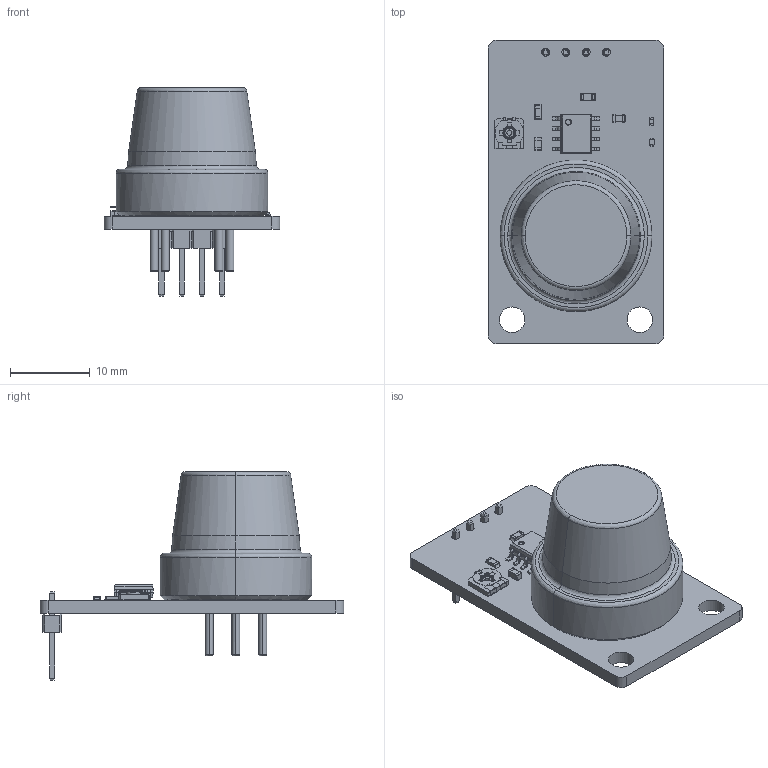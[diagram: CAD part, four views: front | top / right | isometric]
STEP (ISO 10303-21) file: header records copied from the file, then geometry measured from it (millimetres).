
FILE_DESCRIPTION(('KiCad electronic assembly'),'2;1');
FILE_NAME('Butane_LPG_Smoke_sensor_MQ2_breakout_3D.step', '2021-10-28T15:21:39',('Pcbnew'),('Kicad'), 'Open CASCADE STEP processor 7.5','KiCad to STEP converter','Unknown' );
FILE_SCHEMA(('AUTOMOTIVE_DESIGN { 1 0 10303 214 1 1 1 1 }'));
Length unit declared in the file: millimetre
Products named in the file (18): Butane_LPG_Smoke_sensor_MQ2_breakout_3D 1; 0603R; SOLID; MQ; 0402LED; COMPOUND; User Library-TC-33X-2; 0603C; 0402R; SOIC-8; 4x_Male_Pin_2.54_mm
Assembly tree (19 placements, depth 3):
  Butane_LPG_Smoke_sensor_MQ2_breakout_3D 1
    0603R  x2
      SOLID
    MQ
      SOLID
    0402LED
      COMPOUND
    User Library-TC-33X-2
      SOLID
    0603C  x2
      COMPOUND
    0402R
      COMPOUND
    SOIC-8
      SOLID
    4x_Male_Pin_2.54_mm
      COMPOUND
    COMPOUND
Bounding box: 22 x 38 x 26.12 mm (x, y, z)
Volume: 4907.6 mm3; surface area: 3729.2 mm2
Topology: 27 solids, 27 shells, 773 faces, 1937 edges, 1202 vertices
Faces by surface type: bspline 751, cylinder 16, plane 6
Full cylindrical faces by diameter (mm): 1 x4, 1.2 x6, 3.2 x2
Entity records: 41997 total; most frequent: CARTESIAN_POINT 17561, B_SPLINE_CURVE_WITH_KNOTS 4235, ORIENTED_EDGE 3338, PCURVE 3338, DEFINITIONAL_REPRESENTATION 3338, EDGE_CURVE 1669, SURFACE_CURVE 1657, VERTEX_POINT 1062
